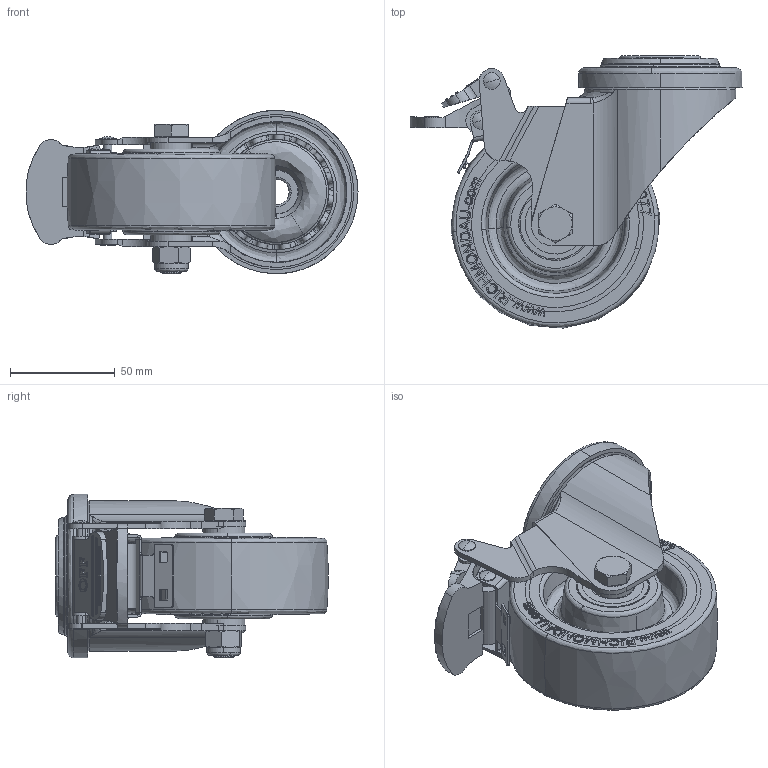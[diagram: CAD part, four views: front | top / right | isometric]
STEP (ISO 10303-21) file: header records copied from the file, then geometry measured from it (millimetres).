
FILE_DESCRIPTION (( 'STEP AP203' ), '1' );
FILE_NAME ('S4214B.STEP', '2020-02-24T01:57:38', ( '' ), ( '' ), 'SwSTEP 2.0', 'SolidWorks 2013', '' );
FILE_SCHEMA (( 'CONFIG_CONTROL_DESIGN' ));
Products named in the file (1): S4214B
Bounding box: 158.36 x 129.8 x 78 mm (x, y, z)
Volume: 351048.5 mm3; surface area: 140309.3 mm2
Topology: 63 solids, 63 shells, 1772 faces, 4949 edges, 3099 vertices
Faces by surface type: plane 856, bspline 548, cylinder 301, cone 57, torus 10
Entity records: 77734 total; most frequent: CARTESIAN_POINT 36327, ORIENTED_EDGE 9602, DIRECTION 7184, EDGE_CURVE 4801, VERTEX_POINT 3099, LINE 2410, VECTOR 2410, AXIS2_PLACEMENT_3D 2387
